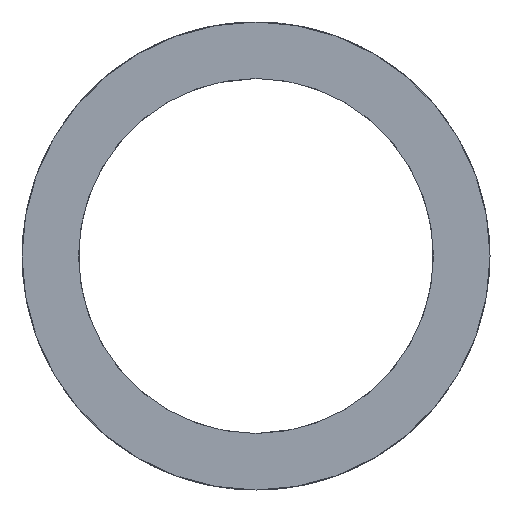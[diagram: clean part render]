
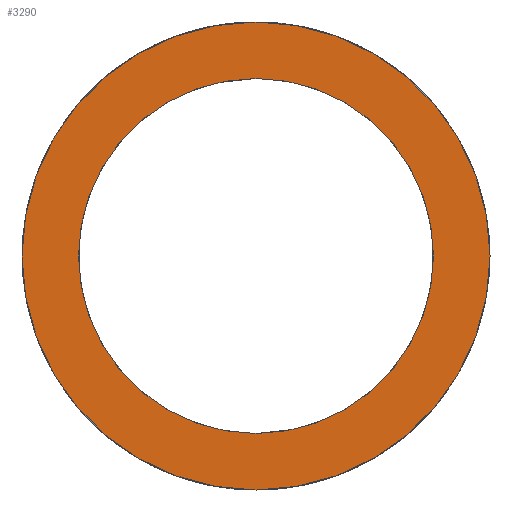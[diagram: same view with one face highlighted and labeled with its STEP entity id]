
A CAD part, front view. The second image highlights one B-rep face of the part: STEP entity #3290.
In plain terms, the highlighted planar face has unit normal (0, -1, 0).
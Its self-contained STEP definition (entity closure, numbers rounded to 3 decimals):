
#112 = CIRCLE ( 'NONE', #1500, 5.4 ) ;
#168 = VERTEX_POINT ( 'NONE', #3215 ) ;
#201 = EDGE_CURVE ( 'NONE', #832, #168, #112, .T. ) ;
#286 = ORIENTED_EDGE ( 'NONE', *, *, #201, .F. ) ;
#483 = EDGE_CURVE ( 'NONE', #168, #832, #2926, .T. ) ;
#540 = CARTESIAN_POINT ( 'NONE',  ( 0., 0., 5.4 ) ) ;
#583 = CARTESIAN_POINT ( 'NONE',  ( 0., 0., 0. ) ) ;
#614 = CARTESIAN_POINT ( 'NONE',  ( 0., 0., -7.119 ) ) ;
#701 = CARTESIAN_POINT ( 'NONE',  ( 0., 0., 7.119 ) ) ;
#767 = CARTESIAN_POINT ( 'NONE',  ( 0., 0., 0. ) ) ;
#832 = VERTEX_POINT ( 'NONE', #540 ) ;
#931 = DIRECTION ( 'NONE',  ( 0., 1., 0. ) ) ;
#989 = EDGE_LOOP ( 'NONE', ( #2424, #286 ) ) ;
#1008 = ORIENTED_EDGE ( 'NONE', *, *, #1316, .T. ) ;
#1053 = FACE_OUTER_BOUND ( 'NONE', #1893, .T. ) ;
#1089 = DIRECTION ( 'NONE',  ( 0., 0., 1. ) ) ;
#1149 = ORIENTED_EDGE ( 'NONE', *, *, #1678, .T. ) ;
#1176 = AXIS2_PLACEMENT_3D ( 'NONE', #767, #2618, #1310 ) ;
#1310 = DIRECTION ( 'NONE',  ( 0., 0., 1. ) ) ;
#1316 = EDGE_CURVE ( 'NONE', #2006, #2706, #2547, .T. ) ;
#1383 = AXIS2_PLACEMENT_3D ( 'NONE', #583, #2684, #1837 ) ;
#1500 = AXIS2_PLACEMENT_3D ( 'NONE', #2625, #3199, #3171 ) ;
#1678 = EDGE_CURVE ( 'NONE', #2706, #2006, #3024, .T. ) ;
#1715 = FACE_BOUND ( 'NONE', #989, .T. ) ;
#1788 = AXIS2_PLACEMENT_3D ( 'NONE', #2433, #2677, #1089 ) ;
#1837 = DIRECTION ( 'NONE',  ( 0., 0., 1. ) ) ;
#1893 = EDGE_LOOP ( 'NONE', ( #1149, #1008 ) ) ;
#1957 = DIRECTION ( 'NONE',  ( 0., 0., 1. ) ) ;
#2006 = VERTEX_POINT ( 'NONE', #701 ) ;
#2424 = ORIENTED_EDGE ( 'NONE', *, *, #483, .F. ) ;
#2425 = AXIS2_PLACEMENT_3D ( 'NONE', #3328, #931, #1957 ) ;
#2433 = CARTESIAN_POINT ( 'NONE',  ( 0., 0., 0. ) ) ;
#2482 = PLANE ( 'NONE',  #2425 ) ;
#2547 = CIRCLE ( 'NONE', #1383, 7.119 ) ;
#2618 = DIRECTION ( 'NONE',  ( 0., -1., 0. ) ) ;
#2625 = CARTESIAN_POINT ( 'NONE',  ( 0., 0., 0. ) ) ;
#2677 = DIRECTION ( 'NONE',  ( 0., -1., 0. ) ) ;
#2684 = DIRECTION ( 'NONE',  ( 0., -1., 0. ) ) ;
#2706 = VERTEX_POINT ( 'NONE', #614 ) ;
#2926 = CIRCLE ( 'NONE', #1788, 5.4 ) ;
#3024 = CIRCLE ( 'NONE', #1176, 7.119 ) ;
#3171 = DIRECTION ( 'NONE',  ( 0., 0., 1. ) ) ;
#3199 = DIRECTION ( 'NONE',  ( 0., -1., 0. ) ) ;
#3215 = CARTESIAN_POINT ( 'NONE',  ( 0., 0., -5.4 ) ) ;
#3290 = ADVANCED_FACE ( 'NONE', ( #1053, #1715 ), #2482, .F. ) ;
#3328 = CARTESIAN_POINT ( 'NONE',  ( -10., 0., 9. ) ) ;
